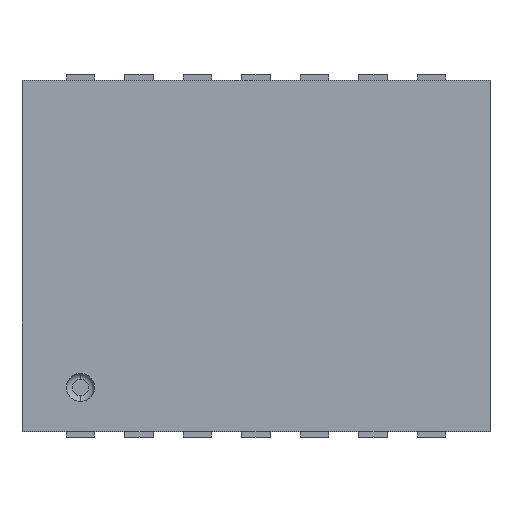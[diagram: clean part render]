
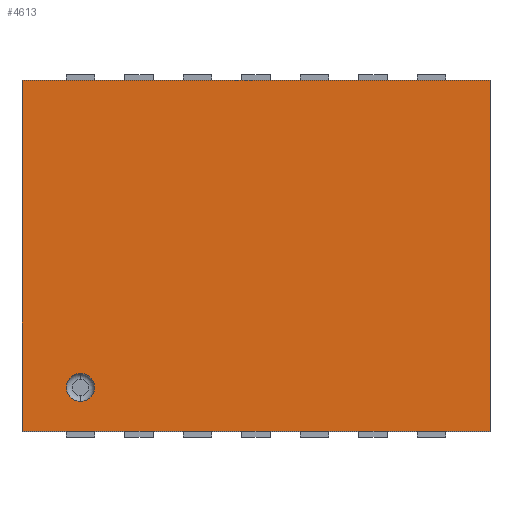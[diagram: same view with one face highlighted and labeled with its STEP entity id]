
A CAD part, top view. The second image highlights one B-rep face of the part: STEP entity #4613.
In plain terms, the highlighted planar face has unit normal (0, 0, 1).
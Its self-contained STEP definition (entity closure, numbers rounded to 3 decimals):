
#4435 = CARTESIAN_POINT ( 'NONE',  ( -1.5, -1.005, 1. ) ) ;
#4436 = VERTEX_POINT ( 'NONE', #4435 ) ;
#4444 = CARTESIAN_POINT ( 'NONE',  ( -1.5, -1.245, 1. ) ) ;
#4445 = VERTEX_POINT ( 'NONE', #4444 ) ;
#4446 = CARTESIAN_POINT ( 'NONE',  ( -1.5, -1.125, 1. ) ) ;
#4447 = DIRECTION ( 'NONE',  ( 0., 0., 1. ) ) ;
#4448 = DIRECTION ( 'NONE',  ( 0., -1., 0. ) ) ;
#4449 = AXIS2_PLACEMENT_3D ( 'NONE', #4446, #4447, #4448 ) ;
#4450 = CIRCLE ( 'NONE', #4449, 0.12) ;
#4451 = EDGE_CURVE ( 'NONE', #4436, #4445, #4450, .T. ) ;
#4478 = CARTESIAN_POINT ( 'NONE',  ( -2., -1.5, 1. ) ) ;
#4479 = VERTEX_POINT ( 'NONE', #4478 ) ;
#4486 = CARTESIAN_POINT ( 'NONE',  ( -2., 1.5, 1. ) ) ;
#4487 = VERTEX_POINT ( 'NONE', #4486 ) ;
#4488 = CARTESIAN_POINT ( 'NONE',  ( -2., -1.5, 1. ) ) ;
#4489 = DIRECTION ( 'NONE',  ( 0., -1., 0. ) ) ;
#4490 = VECTOR ( 'NONE', #4489, 1000. ) ;
#4491 = LINE ( 'NONE', #4488, #4490 ) ;
#4492 = EDGE_CURVE ( 'NONE', #4487, #4479, #4491, .T. ) ;
#4516 = CARTESIAN_POINT ( 'NONE',  ( 2., -1.5, 1. ) ) ;
#4517 = VERTEX_POINT ( 'NONE', #4516 ) ;
#4524 = CARTESIAN_POINT ( 'NONE',  ( 2., -1.5, 1. ) ) ;
#4525 = DIRECTION ( 'NONE',  ( 1., 0., 0. ) ) ;
#4526 = VECTOR ( 'NONE', #4525, 1000. ) ;
#4527 = LINE ( 'NONE', #4524, #4526 ) ;
#4528 = EDGE_CURVE ( 'NONE', #4479, #4517, #4527, .T. ) ;
#4547 = CARTESIAN_POINT ( 'NONE',  ( 2., 1.5, 1. ) ) ;
#4548 = VERTEX_POINT ( 'NONE', #4547 ) ;
#4555 = CARTESIAN_POINT ( 'NONE',  ( 2., -1.5, 1. ) ) ;
#4556 = DIRECTION ( 'NONE',  ( 0., 1., 0. ) ) ;
#4557 = VECTOR ( 'NONE', #4556, 1000. ) ;
#4558 = LINE ( 'NONE', #4555, #4557 ) ;
#4559 = EDGE_CURVE ( 'NONE', #4517, #4548, #4558, .T. ) ;
#4577 = CARTESIAN_POINT ( 'NONE',  ( 2., 1.5, 1. ) ) ;
#4578 = DIRECTION ( 'NONE',  ( -1., 0., 0. ) ) ;
#4579 = VECTOR ( 'NONE', #4578, 1000. ) ;
#4580 = LINE ( 'NONE', #4577, #4579 ) ;
#4581 = EDGE_CURVE ( 'NONE', #4548, #4487, #4580, .T. ) ;
#4592 = CARTESIAN_POINT ( 'NONE',  ( -1.5, -1.125, 1. ) ) ;
#4593 = DIRECTION ( 'NONE',  ( 0., 0., 1. ) ) ;
#4594 = DIRECTION ( 'NONE',  ( 0., -1., 0. ) ) ;
#4595 = AXIS2_PLACEMENT_3D ( 'NONE', #4592, #4593, #4594 ) ;
#4596 = CIRCLE ( 'NONE', #4595, 0.12) ;
#4597 = EDGE_CURVE ( 'NONE', #4445, #4436, #4596, .T. ) ;
#4598 = ORIENTED_EDGE ( 'NONE', *, *, #4597, .F. ) ;
#4599 = ORIENTED_EDGE ( 'NONE', *, *, #4451, .F. ) ;
#4600 = EDGE_LOOP ( 'NONE', ( #4598, #4599 ) ) ;
#4601 = FACE_BOUND ( 'NONE', #4600, .T. ) ;
#4602 = ORIENTED_EDGE ( 'NONE', *, *, #4492, .T. ) ;
#4603 = ORIENTED_EDGE ( 'NONE', *, *, #4528, .T. ) ;
#4604 = ORIENTED_EDGE ( 'NONE', *, *, #4559, .T. ) ;
#4605 = ORIENTED_EDGE ( 'NONE', *, *, #4581, .T. ) ;
#4606 = EDGE_LOOP ( 'NONE', ( #4602, #4603, #4604, #4605 ) ) ;
#4607 = FACE_OUTER_BOUND ( 'NONE', #4606, .T. ) ;
#4608 = CARTESIAN_POINT ( 'NONE',  ( 0., 0., 1. ) ) ;
#4609 = DIRECTION ( 'NONE',  ( 0., 0., 1. ) ) ;
#4610 = DIRECTION ( 'NONE',  ( 0., -1., 0. ) ) ;
#4611 = AXIS2_PLACEMENT_3D ( 'NONE', #4608, #4609, #4610 ) ;
#4612 = PLANE ( 'NONE', #4611 ) ;
#4613 = ADVANCED_FACE ( 'NONE', ( #4601, #4607 ), #4612, .T. ) ;
